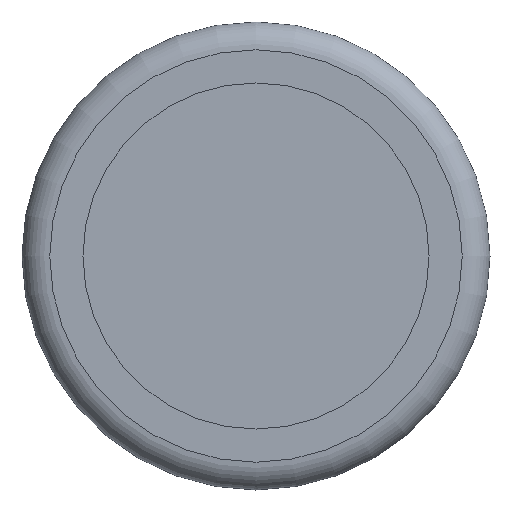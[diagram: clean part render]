
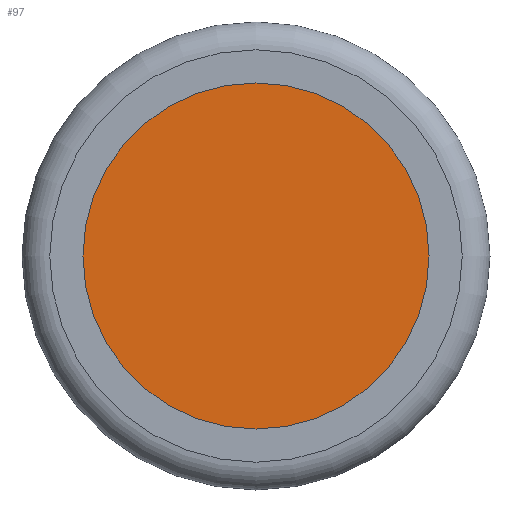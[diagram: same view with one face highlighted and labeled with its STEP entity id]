
A CAD part, front view. The second image highlights one B-rep face of the part: STEP entity #97.
In plain terms, the highlighted planar face has unit normal (0, -1, 0).
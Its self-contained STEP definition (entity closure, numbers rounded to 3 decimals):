
#17=PLANE('',#110);
#30=FACE_OUTER_BOUND('',#40,.T.);
#40=EDGE_LOOP('',(#80));
#54=CIRCLE('',#108,30.5);
#62=VERTEX_POINT('',#162);
#70=EDGE_CURVE('',#62,#62,#54,.T.);
#80=ORIENTED_EDGE('',*,*,#70,.F.);
#97=ADVANCED_FACE('',(#30),#17,.F.);
#108=AXIS2_PLACEMENT_3D('',#163,#128,#129);
#110=AXIS2_PLACEMENT_3D('',#166,#132,#133);
#128=DIRECTION('center_axis',(0.,1.,0.));
#129=DIRECTION('ref_axis',(-1.,0.,0.));
#132=DIRECTION('center_axis',(0.,1.,0.));
#133=DIRECTION('ref_axis',(0.,0.,1.));
#162=CARTESIAN_POINT('',(30.5,8.,0.));
#163=CARTESIAN_POINT('Origin',(0.,8.,0.));
#166=CARTESIAN_POINT('Origin',(0.,8.,0.));
